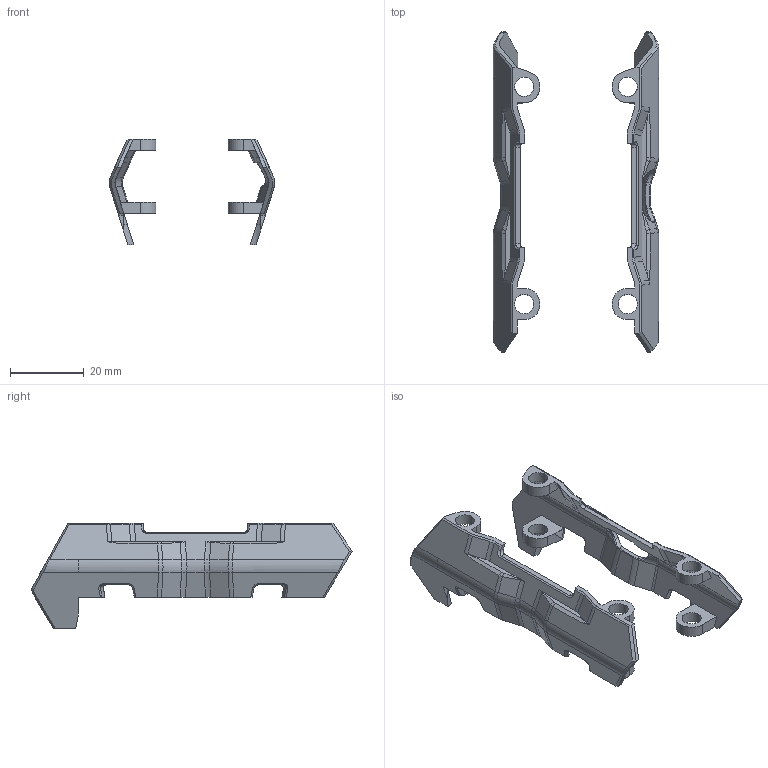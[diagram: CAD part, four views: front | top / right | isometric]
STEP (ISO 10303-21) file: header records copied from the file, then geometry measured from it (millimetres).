
FILE_DESCRIPTION(/* description */ (''),/* implementation_level */ '2;1');
FILE_NAME(/* name */ '5-SE-侧板-组-（2424-8-22）',/* time_stamp */ '2024-08-22T14:33:38+08:00',/* author */ (''),/* organization */ (''),/* preprocessor_version */ 'ST-DEVELOPER v19.2',/* originating_system */ 'Rhino 8.1',/* authorisation */ '');
FILE_SCHEMA (('CONFIG_CONTROL_DESIGN'));
Length unit declared in the file: millimetre
Products named in the file (1): Document
Bounding box: 44.67 x 86.59 x 28.5 mm (x, y, z)
Volume: 5840.5 mm3; surface area: 8594.3 mm2
Topology: 2 solids, 2 shells, 412 faces, 1062 edges, 646 vertices
Faces by surface type: plane 182, cylinder 126, bspline 104
Entity records: 14632 total; most frequent: CARTESIAN_POINT 7153, ORIENTED_EDGE 2112, EDGE_CURVE 1056, B_SPLINE_CURVE_WITH_KNOTS 796, VERTEX_POINT 646, DIRECTION 511, EDGE_LOOP 428, ADVANCED_FACE 412
